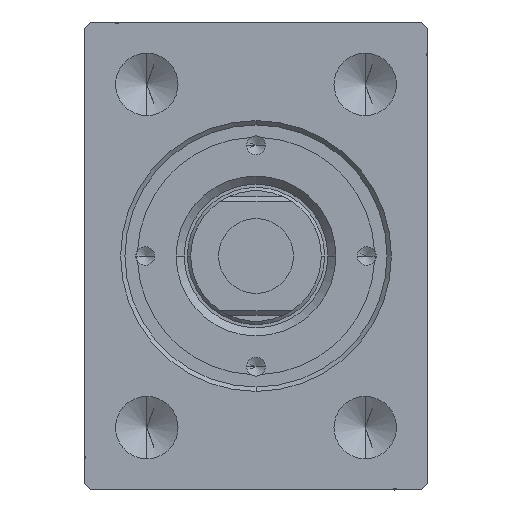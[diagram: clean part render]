
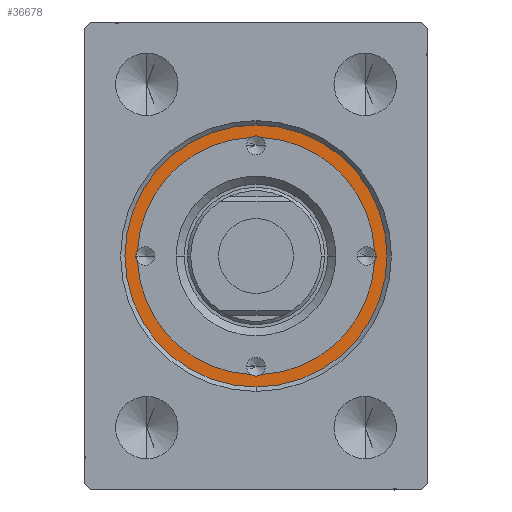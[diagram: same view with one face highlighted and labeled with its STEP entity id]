
A CAD part, left-side view. The second image highlights one B-rep face of the part: STEP entity #36678.
In plain terms, the highlighted face is planar.
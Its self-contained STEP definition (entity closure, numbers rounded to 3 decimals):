
#461 = VERTEX_POINT ( 'NONE', #32263 ) ;
#518 = AXIS2_PLACEMENT_3D ( 'NONE', #33001, #42387, #39695 ) ;
#1232 = ORIENTED_EDGE ( 'NONE', *, *, #4736, .F. ) ;
#1623 = EDGE_CURVE ( 'NONE', #24319, #9599, #17129, .T. ) ;
#2347 = DIRECTION ( 'NONE',  ( 1., 0., 0. ) ) ;
#2547 = CARTESIAN_POINT ( 'NONE',  ( 0., 0., 10. ) ) ;
#3099 = VERTEX_POINT ( 'NONE', #17485 ) ;
#3383 = CARTESIAN_POINT ( 'NONE',  ( 0., 0., 10. ) ) ;
#4116 = DIRECTION ( 'NONE',  ( 1., 0., 0. ) ) ;
#4125 = CARTESIAN_POINT ( 'NONE',  ( 0., 0., 10. ) ) ;
#4736 = EDGE_CURVE ( 'NONE', #32737, #24319, #12223, .T. ) ;
#4795 = FACE_OUTER_BOUND ( 'NONE', #20961, .T. ) ;
#4989 = EDGE_CURVE ( 'NONE', #461, #9191, #39040, .T. ) ;
#5988 = DIRECTION ( 'NONE',  ( 1., 0., 0. ) ) ;
#6202 = DIRECTION ( 'NONE',  ( 0., 0., 1. ) ) ;
#6503 = DIRECTION ( 'NONE',  ( 1., 0., 0. ) ) ;
#6612 = EDGE_CURVE ( 'NONE', #9191, #3099, #6917, .T. ) ;
#6917 = CIRCLE ( 'NONE', #518, 19. ) ;
#8120 = CARTESIAN_POINT ( 'NONE',  ( -0.858, -18.981, 10. ) ) ;
#8684 = ORIENTED_EDGE ( 'NONE', *, *, #4989, .F. ) ;
#8864 = EDGE_LOOP ( 'NONE', ( #35301, #11419, #30313, #33088, #8684, #22720, #37469, #32740, #1232, #36956 ) ) ;
#9005 = DIRECTION ( 'NONE',  ( 1., 0., 0. ) ) ;
#9191 = VERTEX_POINT ( 'NONE', #42029 ) ;
#9599 = VERTEX_POINT ( 'NONE', #27071 ) ;
#9776 = ORIENTED_EDGE ( 'NONE', *, *, #15776, .T. ) ;
#11419 = ORIENTED_EDGE ( 'NONE', *, *, #31787, .F. ) ;
#11684 = EDGE_CURVE ( 'NONE', #36149, #21614, #32641, .T. ) ;
#11982 = ORIENTED_EDGE ( 'NONE', *, *, #43568, .T. ) ;
#12223 = CIRCLE ( 'NONE', #32864, 19. ) ;
#12685 = CIRCLE ( 'NONE', #39094, 21. ) ;
#12986 = EDGE_CURVE ( 'NONE', #3099, #27229, #18300, .T. ) ;
#13280 = DIRECTION ( 'NONE',  ( 0., 0., 1. ) ) ;
#13572 = VERTEX_POINT ( 'NONE', #40739 ) ;
#14443 = DIRECTION ( 'NONE',  ( 1., 0., 0. ) ) ;
#14863 = CARTESIAN_POINT ( 'NONE',  ( 0., 0., 10. ) ) ;
#14929 = CIRCLE ( 'NONE', #27049, 19. ) ;
#15776 = EDGE_CURVE ( 'NONE', #34279, #13572, #12685, .T. ) ;
#15909 = CARTESIAN_POINT ( 'NONE',  ( -18.981, 0.858, 10. ) ) ;
#15948 = CARTESIAN_POINT ( 'NONE',  ( 0., 0., 10. ) ) ;
#16163 = AXIS2_PLACEMENT_3D ( 'NONE', #36236, #39797, #33311 ) ;
#17035 = DIRECTION ( 'NONE',  ( 0., 0., 1. ) ) ;
#17129 = CIRCLE ( 'NONE', #42092, 1.5 ) ;
#17485 = CARTESIAN_POINT ( 'NONE',  ( 0.858, 18.981, 10. ) ) ;
#18300 = CIRCLE ( 'NONE', #16163, 1.5 ) ;
#18477 = EDGE_CURVE ( 'NONE', #9599, #24618, #25587, .T. ) ;
#19093 = AXIS2_PLACEMENT_3D ( 'NONE', #36613, #6202, #5988 ) ;
#19189 = CIRCLE ( 'NONE', #34886, 1.5 ) ;
#20552 = CARTESIAN_POINT ( 'NONE',  ( -19.25, 0., 10. ) ) ;
#20961 = EDGE_LOOP ( 'NONE', ( #9776, #11982 ) ) ;
#21614 = VERTEX_POINT ( 'NONE', #20552 ) ;
#22720 = ORIENTED_EDGE ( 'NONE', *, *, #30963, .F. ) ;
#24167 = EDGE_CURVE ( 'NONE', #21614, #32737, #35730, .T. ) ;
#24319 = VERTEX_POINT ( 'NONE', #8120 ) ;
#24537 = DIRECTION ( 'NONE',  ( 1., 0., 0. ) ) ;
#24618 = VERTEX_POINT ( 'NONE', #24805 ) ;
#24805 = CARTESIAN_POINT ( 'NONE',  ( 18.981, -0.858, 10. ) ) ;
#25587 = CIRCLE ( 'NONE', #28420, 19. ) ;
#26238 = DIRECTION ( 'NONE',  ( 1., 0., 0. ) ) ;
#26444 = AXIS2_PLACEMENT_3D ( 'NONE', #4125, #27818, #14443 ) ;
#27049 = AXIS2_PLACEMENT_3D ( 'NONE', #3383, #17035, #2347 ) ;
#27053 = CARTESIAN_POINT ( 'NONE',  ( 17.75, 0., 10. ) ) ;
#27071 = CARTESIAN_POINT ( 'NONE',  ( 0.858, -18.981, 10. ) ) ;
#27229 = VERTEX_POINT ( 'NONE', #43711 ) ;
#27818 = DIRECTION ( 'NONE',  ( 0., 0., 1. ) ) ;
#28221 = CARTESIAN_POINT ( 'NONE',  ( -21., 0., 10. ) ) ;
#28420 = AXIS2_PLACEMENT_3D ( 'NONE', #15948, #28902, #9005 ) ;
#28902 = DIRECTION ( 'NONE',  ( 0., 0., 1. ) ) ;
#29390 = CIRCLE ( 'NONE', #34367, 21. ) ;
#30313 = ORIENTED_EDGE ( 'NONE', *, *, #12986, .F. ) ;
#30963 = EDGE_CURVE ( 'NONE', #24618, #461, #19189, .T. ) ;
#31787 = EDGE_CURVE ( 'NONE', #27229, #36149, #14929, .T. ) ;
#31841 = FACE_BOUND ( 'NONE', #8864, .T. ) ;
#31921 = DIRECTION ( 'NONE',  ( 0., 0., 1. ) ) ;
#32237 = CARTESIAN_POINT ( 'NONE',  ( 0., 0., 10. ) ) ;
#32263 = CARTESIAN_POINT ( 'NONE',  ( 19.25, 0., 10. ) ) ;
#32641 = CIRCLE ( 'NONE', #19093, 1.5 ) ;
#32662 = DIRECTION ( 'NONE',  ( 1., 0., 0. ) ) ;
#32737 = VERTEX_POINT ( 'NONE', #32813 ) ;
#32740 = ORIENTED_EDGE ( 'NONE', *, *, #1623, .F. ) ;
#32813 = CARTESIAN_POINT ( 'NONE',  ( -18.981, -0.858, 10. ) ) ;
#32864 = AXIS2_PLACEMENT_3D ( 'NONE', #32237, #42490, #32662 ) ;
#33001 = CARTESIAN_POINT ( 'NONE',  ( 0., 0., 10. ) ) ;
#33088 = ORIENTED_EDGE ( 'NONE', *, *, #6612, .F. ) ;
#33311 = DIRECTION ( 'NONE',  ( 1., 0., 0. ) ) ;
#34279 = VERTEX_POINT ( 'NONE', #28221 ) ;
#34367 = AXIS2_PLACEMENT_3D ( 'NONE', #14863, #40992, #4116 ) ;
#34886 = AXIS2_PLACEMENT_3D ( 'NONE', #43852, #37403, #40954 ) ;
#35200 = PLANE ( 'NONE',  #26444 ) ;
#35301 = ORIENTED_EDGE ( 'NONE', *, *, #11684, .F. ) ;
#35730 = CIRCLE ( 'NONE', #38572, 1.5 ) ;
#36149 = VERTEX_POINT ( 'NONE', #15909 ) ;
#36236 = CARTESIAN_POINT ( 'NONE',  ( 0., 17.75, 10. ) ) ;
#36613 = CARTESIAN_POINT ( 'NONE',  ( -17.75, 0., 10. ) ) ;
#36678 = ADVANCED_FACE ( 'NONE', ( #31841, #4795 ), #35200, .T. ) ;
#36956 = ORIENTED_EDGE ( 'NONE', *, *, #24167, .F. ) ;
#37403 = DIRECTION ( 'NONE',  ( 0., 0., 1. ) ) ;
#37469 = ORIENTED_EDGE ( 'NONE', *, *, #18477, .F. ) ;
#38572 = AXIS2_PLACEMENT_3D ( 'NONE', #43860, #13280, #40527 ) ;
#39019 = DIRECTION ( 'NONE',  ( 0., 0., 1. ) ) ;
#39040 = CIRCLE ( 'NONE', #40450, 1.5 ) ;
#39094 = AXIS2_PLACEMENT_3D ( 'NONE', #2547, #39019, #26238 ) ;
#39695 = DIRECTION ( 'NONE',  ( 1., 0., 0. ) ) ;
#39797 = DIRECTION ( 'NONE',  ( 0., 0., 1. ) ) ;
#40450 = AXIS2_PLACEMENT_3D ( 'NONE', #27053, #43801, #6503 ) ;
#40527 = DIRECTION ( 'NONE',  ( 1., 0., 0. ) ) ;
#40739 = CARTESIAN_POINT ( 'NONE',  ( 21., 0., 10. ) ) ;
#40954 = DIRECTION ( 'NONE',  ( 1., 0., 0. ) ) ;
#40992 = DIRECTION ( 'NONE',  ( 0., 0., 1. ) ) ;
#42029 = CARTESIAN_POINT ( 'NONE',  ( 18.981, 0.858, 10. ) ) ;
#42092 = AXIS2_PLACEMENT_3D ( 'NONE', #42402, #31921, #24537 ) ;
#42387 = DIRECTION ( 'NONE',  ( 0., 0., 1. ) ) ;
#42402 = CARTESIAN_POINT ( 'NONE',  ( 0., -17.75, 10. ) ) ;
#42490 = DIRECTION ( 'NONE',  ( 0., 0., 1. ) ) ;
#43568 = EDGE_CURVE ( 'NONE', #13572, #34279, #29390, .T. ) ;
#43711 = CARTESIAN_POINT ( 'NONE',  ( -0.858, 18.981, 10. ) ) ;
#43801 = DIRECTION ( 'NONE',  ( 0., 0., 1. ) ) ;
#43852 = CARTESIAN_POINT ( 'NONE',  ( 17.75, 0., 10. ) ) ;
#43860 = CARTESIAN_POINT ( 'NONE',  ( -17.75, 0., 10. ) ) ;
